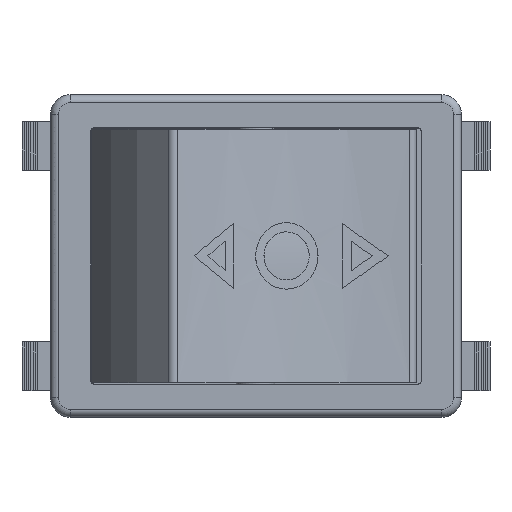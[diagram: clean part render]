
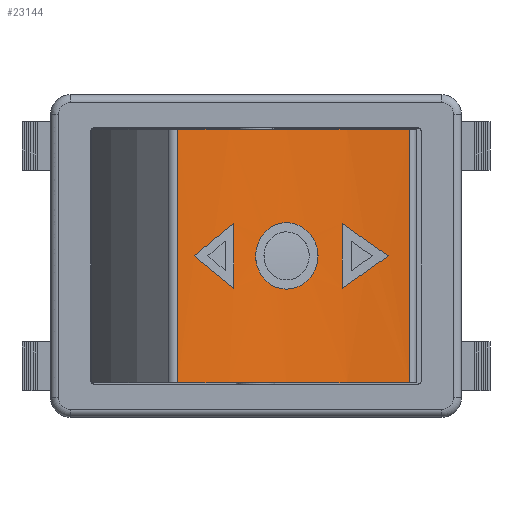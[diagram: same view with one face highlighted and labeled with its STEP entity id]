
A CAD part, top view. The second image highlights one B-rep face of the part: STEP entity #23144.
In plain terms, the highlighted cylindrical face has radius 28.263 mm (diameter 56.525 mm), a partial arc.
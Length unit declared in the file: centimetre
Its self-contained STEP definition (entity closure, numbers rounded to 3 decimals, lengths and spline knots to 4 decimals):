
#420=ELLIPSE('',#24472,3.4732,2.8263);
#422=ELLIPSE('',#24476,3.4732,2.8263);
#425=ELLIPSE('',#24482,3.4732,2.8263);
#427=ELLIPSE('',#24485,3.4732,2.8263);
#439=B_SPLINE_CURVE_WITH_KNOTS('',3,(#30707,#30708,#30709,#30710,#30711,
#30712,#30713,#30714,#30715,#30716,#30717,#30718,#30719,#30720,#30721,#30722,
#30723,#30724),.UNSPECIFIED.,.F.,.F.,(4,2,2,2,2,2,2,2,4),(0.,0.0961,
0.1922,0.2883,0.3844,0.4806,
0.5767,0.6728,0.7689),.UNSPECIFIED.);
#440=B_SPLINE_CURVE_WITH_KNOTS('',3,(#30725,#30726,#30727,#30728,#30729,
#30730,#30731,#30732,#30733,#30734,#30735,#30736,#30737,#30738,#30739,#30740,
#30741,#30742),.UNSPECIFIED.,.F.,.F.,(4,2,2,2,2,2,2,2,4),(0.7689,
0.865,0.9611,1.0572,1.1533,1.2494,
1.3456,1.4417,1.5378),.UNSPECIFIED.);
#1241=CYLINDRICAL_SURFACE('',#24493,2.8263);
#1334=FACE_BOUND('',#2843,.T.);
#1335=FACE_BOUND('',#2844,.T.);
#1336=FACE_BOUND('',#2845,.T.);
#1536=FACE_OUTER_BOUND('',#2842,.T.);
#2842=EDGE_LOOP('',(#15618,#15619,#15620,#15621));
#2843=EDGE_LOOP('',(#15622,#15623));
#2844=EDGE_LOOP('',(#15624,#15625,#15626));
#2845=EDGE_LOOP('',(#15627,#15628,#15629));
#4179=CIRCLE('',#24494,2.8263);
#4180=CIRCLE('',#24495,2.8263);
#4509=LINE('',#30770,#7019);
#4513=LINE('',#30784,#7023);
#4523=LINE('',#30822,#7033);
#4524=LINE('',#30826,#7034);
#7019=VECTOR('',#25864,1.);
#7023=VECTOR('',#25882,1.);
#7033=VECTOR('',#25924,1.);
#7034=VECTOR('',#25927,1.);
#9487=VERTEX_POINT('',#30705);
#9488=VERTEX_POINT('',#30706);
#9498=VERTEX_POINT('',#30768);
#9499=VERTEX_POINT('',#30769);
#9500=VERTEX_POINT('',#30774);
#9501=VERTEX_POINT('',#30782);
#9502=VERTEX_POINT('',#30783);
#9509=VERTEX_POINT('',#30800);
#9513=VERTEX_POINT('',#30820);
#9514=VERTEX_POINT('',#30821);
#9515=VERTEX_POINT('',#30823);
#9516=VERTEX_POINT('',#30825);
#11888=EDGE_CURVE('',#9487,#9488,#439,.T.);
#11889=EDGE_CURVE('',#9488,#9487,#440,.T.);
#11902=EDGE_CURVE('',#9498,#9499,#4509,.T.);
#11905=EDGE_CURVE('',#9499,#9500,#420,.T.);
#11908=EDGE_CURVE('',#9500,#9498,#422,.T.);
#11909=EDGE_CURVE('',#9501,#9502,#4513,.T.);
#11917=EDGE_CURVE('',#9509,#9501,#425,.T.);
#11920=EDGE_CURVE('',#9502,#9509,#427,.T.);
#11927=EDGE_CURVE('',#9513,#9514,#4523,.T.);
#11928=EDGE_CURVE('',#9513,#9515,#4179,.T.);
#11929=EDGE_CURVE('',#9516,#9515,#4524,.T.);
#11930=EDGE_CURVE('',#9516,#9514,#4180,.T.);
#15618=ORIENTED_EDGE('',*,*,#11927,.F.);
#15619=ORIENTED_EDGE('',*,*,#11928,.T.);
#15620=ORIENTED_EDGE('',*,*,#11929,.F.);
#15621=ORIENTED_EDGE('',*,*,#11930,.T.);
#15622=ORIENTED_EDGE('',*,*,#11888,.T.);
#15623=ORIENTED_EDGE('',*,*,#11889,.T.);
#15624=ORIENTED_EDGE('',*,*,#11902,.T.);
#15625=ORIENTED_EDGE('',*,*,#11905,.T.);
#15626=ORIENTED_EDGE('',*,*,#11908,.T.);
#15627=ORIENTED_EDGE('',*,*,#11909,.T.);
#15628=ORIENTED_EDGE('',*,*,#11920,.T.);
#15629=ORIENTED_EDGE('',*,*,#11917,.T.);
#23144=ADVANCED_FACE('',(#1536,#1334,#1335,#1336),#1241,.F.);
#24472=AXIS2_PLACEMENT_3D('',#30775,#25869,#25870);
#24476=AXIS2_PLACEMENT_3D('',#30780,#25878,#25879);
#24482=AXIS2_PLACEMENT_3D('',#30801,#25896,#25897);
#24485=AXIS2_PLACEMENT_3D('',#30806,#25903,#25904);
#24493=AXIS2_PLACEMENT_3D('',#30819,#25922,#25923);
#24494=AXIS2_PLACEMENT_3D('',#30824,#25925,#25926);
#24495=AXIS2_PLACEMENT_3D('',#30827,#25928,#25929);
#25864=DIRECTION('',(0.,-1.,0.));
#25869=DIRECTION('center_axis',(0.546,0.814,-0.199));
#25870=DIRECTION('ref_axis',(0.765,-0.581,-0.278));
#25878=DIRECTION('center_axis',(0.546,-0.814,-0.199));
#25879=DIRECTION('ref_axis',(0.765,0.581,-0.278));
#25882=DIRECTION('',(0.,1.,0.));
#25896=DIRECTION('center_axis',(-0.546,0.814,0.199));
#25897=DIRECTION('ref_axis',(0.765,0.581,-0.278));
#25903=DIRECTION('center_axis',(-0.546,-0.814,0.199));
#25904=DIRECTION('ref_axis',(0.765,-0.581,-0.278));
#25922=DIRECTION('center_axis',(0.,-1.,0.));
#25923=DIRECTION('ref_axis',(0.65,0.,0.76));
#25924=DIRECTION('',(0.,1.,0.));
#25925=DIRECTION('center_axis',(0.,-1.,0.));
#25926=DIRECTION('ref_axis',(0.65,0.,0.76));
#25927=DIRECTION('',(0.,-1.,0.));
#25928=DIRECTION('center_axis',(0.,1.,0.));
#25929=DIRECTION('ref_axis',(0.65,0.,0.76));
#30705=CARTESIAN_POINT('',(0.4772,0.,2.0424));
#30706=CARTESIAN_POINT('',(-0.0021,0.,2.2169));
#30707=CARTESIAN_POINT('Ctrl Pts',(0.4772,0.,
2.0424));
#30708=CARTESIAN_POINT('Ctrl Pts',(0.4772,-0.032,
2.0424));
#30709=CARTESIAN_POINT('Ctrl Pts',(0.4709,-0.0662,
2.0441));
#30710=CARTESIAN_POINT('Ctrl Pts',(0.4457,-0.129,
2.0509));
#30711=CARTESIAN_POINT('Ctrl Pts',(0.4268,-0.1577,
2.0562));
#30712=CARTESIAN_POINT('Ctrl Pts',(0.3832,-0.2029,
2.0689));
#30713=CARTESIAN_POINT('Ctrl Pts',(0.3558,-0.2226,
2.0773));
#30714=CARTESIAN_POINT('Ctrl Pts',(0.296,-0.2486,
2.0967));
#30715=CARTESIAN_POINT('Ctrl Pts',(0.2637,-0.255,2.1079));
#30716=CARTESIAN_POINT('Ctrl Pts',(0.2035,-0.255,2.1298));
#30717=CARTESIAN_POINT('Ctrl Pts',(0.1716,-0.2486,
2.142));
#30718=CARTESIAN_POINT('Ctrl Pts',(0.1133,-0.2226,
2.1655));
#30719=CARTESIAN_POINT('Ctrl Pts',(0.0869,-0.2029,
2.1768));
#30720=CARTESIAN_POINT('Ctrl Pts',(0.0454,-0.1577,
2.195));
#30721=CARTESIAN_POINT('Ctrl Pts',(0.0274,-0.129,
2.2032));
#30722=CARTESIAN_POINT('Ctrl Pts',(0.0037,-0.0662,
2.2141));
#30723=CARTESIAN_POINT('Ctrl Pts',(-0.0021,-0.032,
2.2169));
#30724=CARTESIAN_POINT('Ctrl Pts',(-0.0021,0.,
2.2169));
#30725=CARTESIAN_POINT('Ctrl Pts',(-0.0021,0.,
2.2169));
#30726=CARTESIAN_POINT('Ctrl Pts',(-0.0021,0.032,
2.2169));
#30727=CARTESIAN_POINT('Ctrl Pts',(0.0037,0.0662,
2.2141));
#30728=CARTESIAN_POINT('Ctrl Pts',(0.0274,0.129,
2.2032));
#30729=CARTESIAN_POINT('Ctrl Pts',(0.0454,0.1577,
2.195));
#30730=CARTESIAN_POINT('Ctrl Pts',(0.0869,0.2029,
2.1768));
#30731=CARTESIAN_POINT('Ctrl Pts',(0.1133,0.2226,
2.1655));
#30732=CARTESIAN_POINT('Ctrl Pts',(0.1716,0.2486,
2.142));
#30733=CARTESIAN_POINT('Ctrl Pts',(0.2035,0.255,2.1298));
#30734=CARTESIAN_POINT('Ctrl Pts',(0.2637,0.255,2.1079));
#30735=CARTESIAN_POINT('Ctrl Pts',(0.296,0.2486,
2.0967));
#30736=CARTESIAN_POINT('Ctrl Pts',(0.3558,0.2226,
2.0773));
#30737=CARTESIAN_POINT('Ctrl Pts',(0.3832,0.2029,
2.0689));
#30738=CARTESIAN_POINT('Ctrl Pts',(0.4268,0.1577,2.0562));
#30739=CARTESIAN_POINT('Ctrl Pts',(0.4457,0.129,
2.0509));
#30740=CARTESIAN_POINT('Ctrl Pts',(0.4709,0.0662,
2.0441));
#30741=CARTESIAN_POINT('Ctrl Pts',(0.4772,0.032,
2.0424));
#30742=CARTESIAN_POINT('Ctrl Pts',(0.4772,0.,
2.0424));
#30768=CARTESIAN_POINT('',(-0.1721,0.25,2.3039));
#30769=CARTESIAN_POINT('',(-0.1721,-0.25,2.3039));
#30770=CARTESIAN_POINT('',(-0.1721,0.,2.3039));
#30774=CARTESIAN_POINT('',(-0.474,0.,2.4977));
#30775=CARTESIAN_POINT('Origin',(1.2002,-0.5675,4.7746));
#30780=CARTESIAN_POINT('Origin',(1.2002,0.5675,4.7746));
#30782=CARTESIAN_POINT('',(0.6633,-0.25,1.9998));
#30783=CARTESIAN_POINT('',(0.6633,0.25,1.9998));
#30784=CARTESIAN_POINT('',(0.6633,0.,1.9998));
#30800=CARTESIAN_POINT('',(1.0192,0.,1.9542));
#30801=CARTESIAN_POINT('Origin',(1.2002,-0.5675,4.7746));
#30806=CARTESIAN_POINT('Origin',(1.2002,0.5675,4.7746));
#30819=CARTESIAN_POINT('Origin',(1.2002,0.,
4.7746));
#30820=CARTESIAN_POINT('',(-0.6028,-0.975,2.5982));
#30821=CARTESIAN_POINT('',(-0.6028,0.975,2.5982));
#30822=CARTESIAN_POINT('',(-0.6028,0.,2.5982));
#30823=CARTESIAN_POINT('',(1.1825,-0.975,1.9484));
#30824=CARTESIAN_POINT('Origin',(1.2002,-0.975,4.7746));
#30825=CARTESIAN_POINT('',(1.1825,0.975,1.9484));
#30826=CARTESIAN_POINT('',(1.1825,0.,1.9484));
#30827=CARTESIAN_POINT('Origin',(1.2002,0.975,4.7746));
